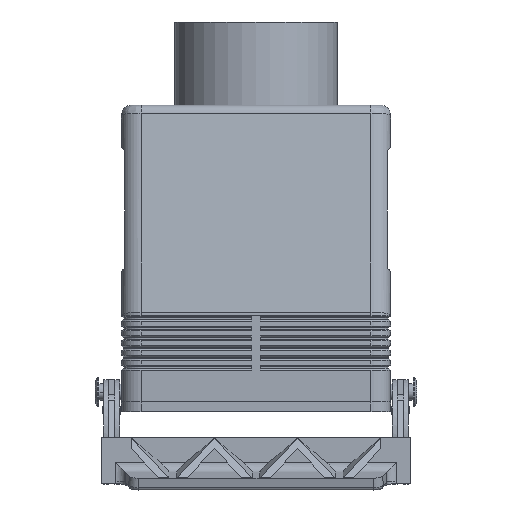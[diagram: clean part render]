
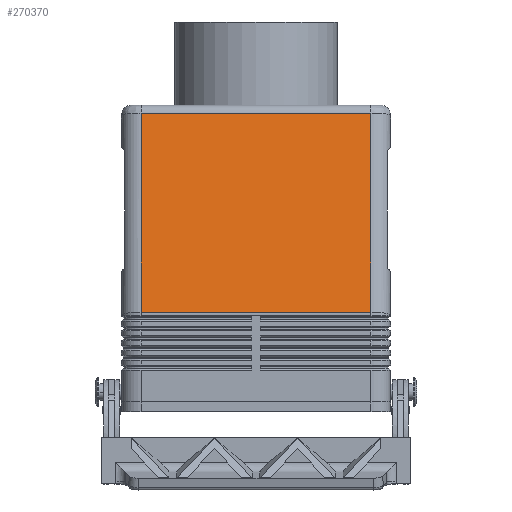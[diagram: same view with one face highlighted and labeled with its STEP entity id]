
A CAD part, left-side view. The second image highlights one B-rep face of the part: STEP entity #270370.
In plain terms, the highlighted planar face has unit normal (-0.986, 0, 0.166).
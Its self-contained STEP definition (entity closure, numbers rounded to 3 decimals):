
#27010=CARTESIAN_POINT('',(-46.667,35.25,30.493));
#27020=DIRECTION('',(0.166,0.,0.986));
#27030=VECTOR('',#27020,61.858);
#27040=LINE('',#27010,#27030);
#27050=CARTESIAN_POINT('',(-46.667,35.25,30.493));
#27060=VERTEX_POINT('',#27050);
#27070=CARTESIAN_POINT('',(-36.42,35.25,91.497));
#27080=VERTEX_POINT('',#27070);
#27090=EDGE_CURVE('',#27060,#27080,#27040,.T.);
#27940=CARTESIAN_POINT('',(-46.667,-35.25,30.493));
#27950=DIRECTION('',(0.,1.,0.));
#27960=VECTOR('',#27950,70.5);
#27970=LINE('',#27940,#27960);
#27980=CARTESIAN_POINT('',(-46.667,-35.25,30.493));
#27990=VERTEX_POINT('',#27980);
#28000=EDGE_CURVE('',#27990,#27060,#27970,.T.);
#29710=CARTESIAN_POINT('',(-36.42,35.25,91.497));
#29720=DIRECTION('',(0.,-1.,0.));
#29730=VECTOR('',#29720,70.5);
#29740=LINE('',#29710,#29730);
#29750=CARTESIAN_POINT('',(-36.42,-35.25,91.497));
#29760=VERTEX_POINT('',#29750);
#29770=EDGE_CURVE('',#27080,#29760,#29740,.T.);
#57510=CARTESIAN_POINT('',(-36.42,-35.25,91.497));
#57520=DIRECTION('',(-0.166,0.,-0.986));
#57530=VECTOR('',#57520,61.858);
#57540=LINE('',#57510,#57530);
#57550=EDGE_CURVE('',#29760,#27990,#57540,.T.);
#270260=CARTESIAN_POINT('',(-36.,0.,94.));
#270270=DIRECTION('',(-0.986,0.,0.166));
#270280=DIRECTION('',(0.166,0.,0.986));
#270290=AXIS2_PLACEMENT_3D('',#270260,#270270,#270280);
#270300=PLANE('',#270290);
#270310=ORIENTED_EDGE('',*,*,#57550,.F.);
#270320=ORIENTED_EDGE('',*,*,#28000,.F.);
#270330=ORIENTED_EDGE('',*,*,#27090,.F.);
#270340=ORIENTED_EDGE('',*,*,#29770,.F.);
#270350=EDGE_LOOP('',(#270340,#270330,#270320,#270310));
#270360=FACE_OUTER_BOUND('',#270350,.T.);
#270370=ADVANCED_FACE('',(#270360),#270300,.T.);
